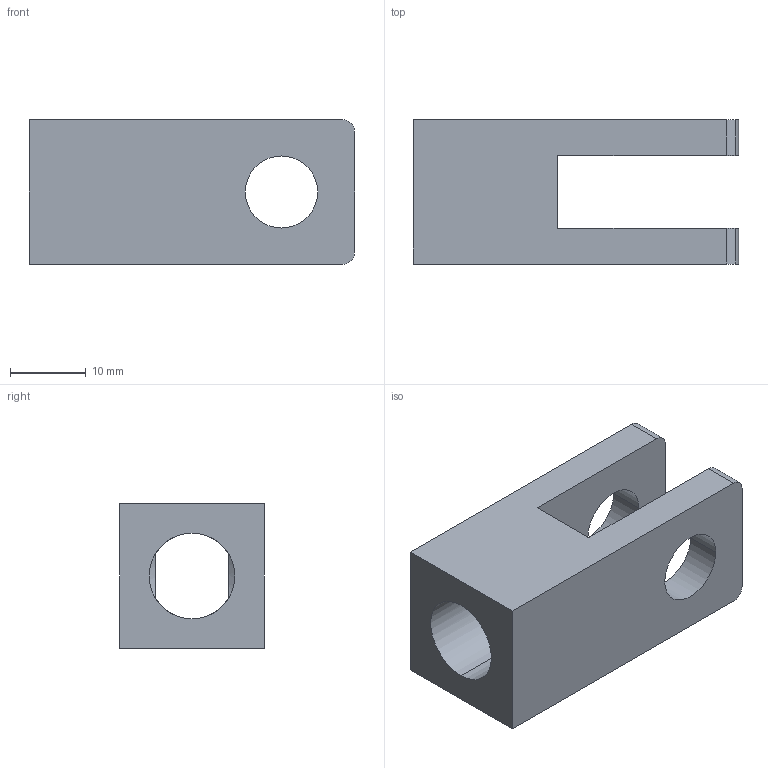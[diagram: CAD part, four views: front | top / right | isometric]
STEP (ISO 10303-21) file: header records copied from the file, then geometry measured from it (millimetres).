
FILE_DESCRIPTION((''),'2;1');
FILE_NAME('clevis2000.stp','2002-01-27T14:07:53',('Administrator'),(''),'Autodesk Inventor (tm) 3.0','Autodesk Inventor (tm) 3.0','');
FILE_SCHEMA(('CONFIG_CONTROL_DESIGN'));
Length unit declared in the file: inch
Products named in the file (1): clevis2000
Bounding box: 42.93 x 19.05 x 19.05 mm (x, y, z)
Volume: 8586.7 mm3; surface area: 4911.6 mm2
Topology: 1 solids, 1 shells, 27 faces, 74 edges, 48 vertices
Faces by surface type: plane 11, bspline 8, cylinder 8
Entity records: 1079 total; most frequent: CARTESIAN_POINT 290, ORIENTED_EDGE 148, DIRECTION 144, EDGE_CURVE 74, AXIS2_PLACEMENT_3D 52, VERTEX_POINT 48, VECTOR 40, LINE 40
